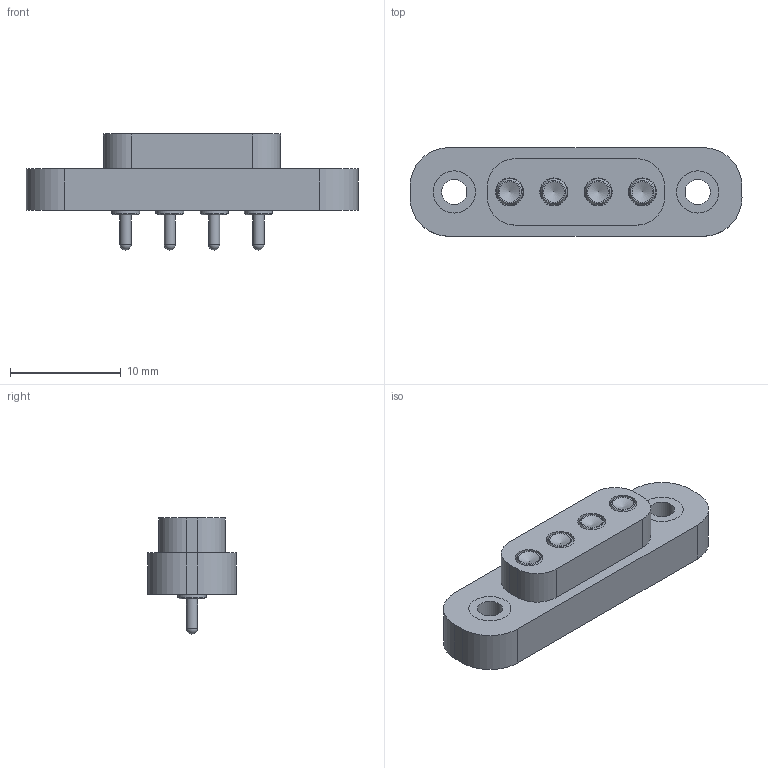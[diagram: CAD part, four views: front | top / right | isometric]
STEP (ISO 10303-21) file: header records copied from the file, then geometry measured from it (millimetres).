
FILE_DESCRIPTION(/* description */ (''),/* implementation_level */ '2;1');
FILE_NAME(/* name */ 'Mill Max - 858-10-004-10-012000.step',/* time_stamp */ '2021-09-12T00:58:53+02:00',/* author */ (''),/* organization */ (''),/* preprocessor_version */ 'ST-DEVELOPER v18.1',/* originating_system */ 'Autodesk Translation Framework v10.10.0.1391',/* authorisation */ '');
FILE_SCHEMA (('AUTOMOTIVE_DESIGN { 1 0 10303 214 3 1 1 }'));
Length unit declared in the file: millimetre
Products named in the file (1): Mill Max - 858-10-004-10-012000
Bounding box: 30 x 8 x 10.49 mm (x, y, z)
Volume: 1117.7 mm3; surface area: 1575.2 mm2
Topology: 7 solids, 7 shells, 89 faces, 174 edges, 112 vertices
Faces by surface type: cylinder 38, plane 35, cone 12, sphere 4
Full cylindrical faces by diameter (mm): 1.016 x4, 2.271 x2, 2.388 x4, 2.528 x4, 2.54 x4, 3.176 x4, 3.252 x4, 3.81 x4
Entity records: 2337 total; most frequent: DIRECTION 438, CARTESIAN_POINT 368, ORIENTED_EDGE 332, AXIS2_PLACEMENT_3D 182, EDGE_CURVE 166, EDGE_LOOP 126, VERTEX_POINT 112, CIRCLE 92
